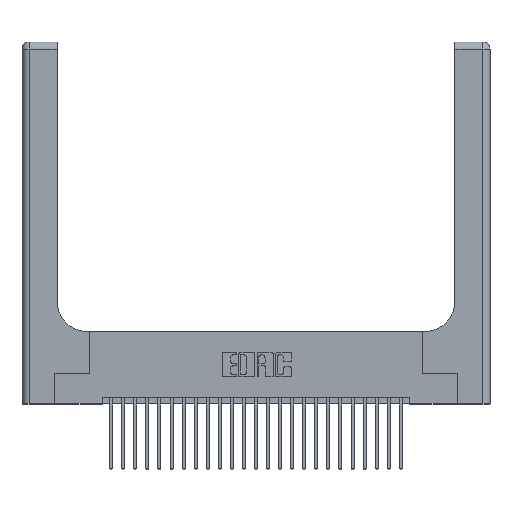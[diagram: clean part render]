
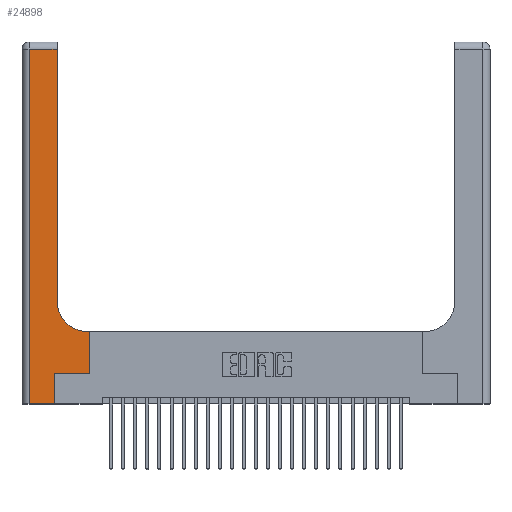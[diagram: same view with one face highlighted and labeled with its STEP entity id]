
A CAD part, top view. The second image highlights one B-rep face of the part: STEP entity #24898.
In plain terms, the highlighted planar face has unit normal (0, 0, 1).
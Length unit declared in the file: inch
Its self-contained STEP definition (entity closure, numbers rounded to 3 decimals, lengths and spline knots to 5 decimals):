
#810 = CARTESIAN_POINT ( 'NONE',  ( 0.5585, 0.6, 0.37 ) ) ;
#923 = VECTOR ( 'NONE', #5903, 39.37008 ) ;
#1145 = AXIS2_PLACEMENT_3D ( 'NONE', #20820, #6252, #20914 ) ;
#1275 = DIRECTION ( 'NONE',  ( 0., 1., 0. ) ) ;
#2160 = EDGE_LOOP ( 'NONE', ( #20979, #4943, #8392, #6738, #3593, #6076, #5780, #7908, #2943 ) ) ;
#2518 = VECTOR ( 'NONE', #5717, 39.37008 ) ;
#2943 = ORIENTED_EDGE ( 'NONE', *, *, #9722, .T. ) ;
#3232 = FACE_OUTER_BOUND ( 'NONE', #2160, .T. ) ;
#3398 = VERTEX_POINT ( 'NONE', #11803 ) ;
#3593 = ORIENTED_EDGE ( 'NONE', *, *, #13783, .T. ) ;
#3716 = CARTESIAN_POINT ( 'NONE',  ( 0.5415, 0.85, 0.37 ) ) ;
#4399 = VERTEX_POINT ( 'NONE', #10372 ) ;
#4891 = LINE ( 'NONE', #18172, #923 ) ;
#4943 = ORIENTED_EDGE ( 'NONE', *, *, #12435, .T. ) ;
#5717 = DIRECTION ( 'NONE',  ( 0., -1., 0. ) ) ;
#5780 = ORIENTED_EDGE ( 'NONE', *, *, #7602, .T. ) ;
#5903 = DIRECTION ( 'NONE',  ( 1., 0., 0. ) ) ;
#6076 = ORIENTED_EDGE ( 'NONE', *, *, #16589, .T. ) ;
#6112 = CARTESIAN_POINT ( 'NONE',  ( 0.2915, 3., 0.37 ) ) ;
#6252 = DIRECTION ( 'NONE',  ( 0., 0., -1. ) ) ;
#6370 = EDGE_CURVE ( 'NONE', #14430, #24118, #25493, .T. ) ;
#6738 = ORIENTED_EDGE ( 'NONE', *, *, #24763, .T. ) ;
#6903 = LINE ( 'NONE', #9757, #13800 ) ;
#7602 = EDGE_CURVE ( 'NONE', #3398, #15610, #11718, .T. ) ;
#7728 = LINE ( 'NONE', #6112, #16224 ) ;
#7908 = ORIENTED_EDGE ( 'NONE', *, *, #22178, .T. ) ;
#8100 = DIRECTION ( 'NONE',  ( 0., 0., -1. ) ) ;
#8392 = ORIENTED_EDGE ( 'NONE', *, *, #6370, .T. ) ;
#8574 = LINE ( 'NONE', #19717, #17743 ) ;
#8782 = CARTESIAN_POINT ( 'NONE',  ( 0.269, 0., 0.37 ) ) ;
#9722 = EDGE_CURVE ( 'NONE', #26219, #14690, #12657, .T. ) ;
#9757 = CARTESIAN_POINT ( 'NONE',  ( 0.269, 0.25, 0.37 ) ) ;
#9892 = CARTESIAN_POINT ( 'NONE',  ( 0.5585, 0.25, 0.37 ) ) ;
#10372 = CARTESIAN_POINT ( 'NONE',  ( 0.269, 0., 0.37 ) ) ;
#10775 = CARTESIAN_POINT ( 'NONE',  ( 0.5415, 0.6, 0.37 ) ) ;
#11674 = CARTESIAN_POINT ( 'NONE',  ( 0.06, 2.94, 0.37 ) ) ;
#11718 = LINE ( 'NONE', #9892, #18299 ) ;
#11803 = CARTESIAN_POINT ( 'NONE',  ( 0.5585, 0.25, 0.37 ) ) ;
#12077 = VERTEX_POINT ( 'NONE', #26343 ) ;
#12133 = DIRECTION ( 'NONE',  ( 1., 0., 0. ) ) ;
#12435 = EDGE_CURVE ( 'NONE', #12077, #14430, #19319, .T. ) ;
#12657 = CIRCLE ( 'NONE', #23669, 0.25 ) ;
#12775 = CARTESIAN_POINT ( 'NONE',  ( 0., 2.94, 0.37 ) ) ;
#13614 = VERTEX_POINT ( 'NONE', #16675 ) ;
#13783 = EDGE_CURVE ( 'NONE', #4399, #13614, #18638, .T. ) ;
#13800 = VECTOR ( 'NONE', #22689, 39.37008 ) ;
#14430 = VERTEX_POINT ( 'NONE', #11674 ) ;
#14690 = VERTEX_POINT ( 'NONE', #16521 ) ;
#15610 = VERTEX_POINT ( 'NONE', #810 ) ;
#16224 = VECTOR ( 'NONE', #26830, 39.37008 ) ;
#16521 = CARTESIAN_POINT ( 'NONE',  ( 0.2915, 0.85, 0.37 ) ) ;
#16589 = EDGE_CURVE ( 'NONE', #13614, #3398, #6903, .T. ) ;
#16675 = CARTESIAN_POINT ( 'NONE',  ( 0.269, 0.25, 0.37 ) ) ;
#17743 = VECTOR ( 'NONE', #25712, 39.37008 ) ;
#18168 = CARTESIAN_POINT ( 'NONE',  ( 0.06, 0., 0.37 ) ) ;
#18172 = CARTESIAN_POINT ( 'NONE',  ( 0., 0., 0.37 ) ) ;
#18299 = VECTOR ( 'NONE', #1275, 39.37008 ) ;
#18638 = LINE ( 'NONE', #8782, #26189 ) ;
#18802 = PLANE ( 'NONE',  #1145 ) ;
#19319 = LINE ( 'NONE', #12775, #26253 ) ;
#19717 = CARTESIAN_POINT ( 'NONE',  ( 0.2915, 0.6, 0.37 ) ) ;
#20561 = EDGE_CURVE ( 'NONE', #14690, #12077, #7728, .T. ) ;
#20820 = CARTESIAN_POINT ( 'NONE',  ( 0., 3., 0.37 ) ) ;
#20914 = DIRECTION ( 'NONE',  ( -1., 0., 0. ) ) ;
#20979 = ORIENTED_EDGE ( 'NONE', *, *, #20561, .T. ) ;
#21705 = DIRECTION ( 'NONE',  ( 0., 1., 0. ) ) ;
#22178 = EDGE_CURVE ( 'NONE', #15610, #26219, #8574, .T. ) ;
#22689 = DIRECTION ( 'NONE',  ( 1., 0., 0. ) ) ;
#23221 = DIRECTION ( 'NONE',  ( -1., 0., 0. ) ) ;
#23669 = AXIS2_PLACEMENT_3D ( 'NONE', #3716, #8100, #12133 ) ;
#24118 = VERTEX_POINT ( 'NONE', #18168 ) ;
#24763 = EDGE_CURVE ( 'NONE', #24118, #4399, #4891, .T. ) ;
#24898 = ADVANCED_FACE ( 'NONE', ( #3232 ), #18802, .F. ) ;
#25493 = LINE ( 'NONE', #26243, #2518 ) ;
#25712 = DIRECTION ( 'NONE',  ( -1., 0., 0. ) ) ;
#26189 = VECTOR ( 'NONE', #21705, 39.37008 ) ;
#26219 = VERTEX_POINT ( 'NONE', #10775 ) ;
#26243 = CARTESIAN_POINT ( 'NONE',  ( 0.06, 3., 0.37 ) ) ;
#26253 = VECTOR ( 'NONE', #23221, 39.37008 ) ;
#26343 = CARTESIAN_POINT ( 'NONE',  ( 0.2915, 2.94, 0.37 ) ) ;
#26830 = DIRECTION ( 'NONE',  ( 0., 1., 0. ) ) ;
